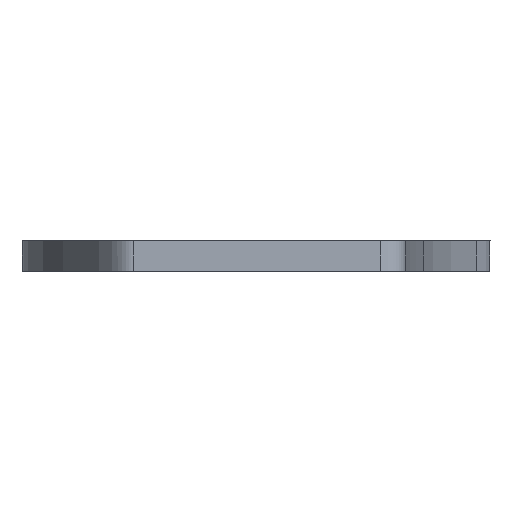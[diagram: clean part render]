
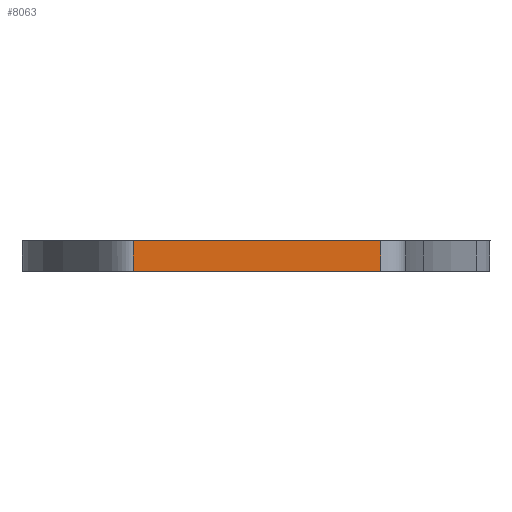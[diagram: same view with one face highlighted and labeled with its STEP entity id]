
A CAD part, left-side view. The second image highlights one B-rep face of the part: STEP entity #8063.
In plain terms, the highlighted planar face has unit normal (-1, 0, 0).
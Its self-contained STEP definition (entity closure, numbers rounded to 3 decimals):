
#254=PLANE('',#8484);
#716=LINE('',#11422,#1845);
#824=LINE('',#11839,#1953);
#827=LINE('',#12378,#1956);
#1006=LINE('',#12817,#2135);
#1845=VECTOR('',#8992,10.);
#1953=VECTOR('',#9132,10.);
#1956=VECTOR('',#9137,10.);
#2135=VECTOR('',#9676,10.);
#2907=FACE_OUTER_BOUND('',#3306,.T.);
#3306=EDGE_LOOP('',(#6683,#6684,#6685,#6686));
#3807=VERTEX_POINT('',#11361);
#3808=VERTEX_POINT('',#11421);
#3917=VERTEX_POINT('',#11779);
#3918=VERTEX_POINT('',#11838);
#4602=EDGE_CURVE('',#3807,#3808,#716,.T.);
#4723=EDGE_CURVE('',#3918,#3917,#824,.T.);
#4728=EDGE_CURVE('',#3918,#3807,#827,.T.);
#4907=EDGE_CURVE('',#3917,#3808,#1006,.T.);
#6683=ORIENTED_EDGE('',*,*,#4907,.T.);
#6684=ORIENTED_EDGE('',*,*,#4602,.F.);
#6685=ORIENTED_EDGE('',*,*,#4728,.F.);
#6686=ORIENTED_EDGE('',*,*,#4723,.T.);
#8063=ADVANCED_FACE('',(#2907),#254,.T.);
#8484=AXIS2_PLACEMENT_3D('',#12818,#9677,#9678);
#8992=DIRECTION('',(0.,-1.,0.));
#9132=DIRECTION('',(0.,-1.,0.));
#9137=DIRECTION('',(0.,0.,1.));
#9676=DIRECTION('',(0.,0.,1.));
#9677=DIRECTION('center_axis',(-1.,0.,
0.));
#9678=DIRECTION('ref_axis',(0.,-1.,0.));
#11361=CARTESIAN_POINT('',(10.633,-32.017,4.));
#11421=CARTESIAN_POINT('',(10.625,-81.155,4.));
#11422=CARTESIAN_POINT('',(10.633,-32.017,4.));
#11779=CARTESIAN_POINT('',(10.625,-81.155,-2.));
#11838=CARTESIAN_POINT('',(10.633,-32.017,-2.));
#11839=CARTESIAN_POINT('',(10.627,-68.811,-2.));
#12378=CARTESIAN_POINT('',(10.633,-32.017,0.));
#12817=CARTESIAN_POINT('',(10.625,-81.155,0.));
#12818=CARTESIAN_POINT('Origin',(10.633,-32.017,0.));
